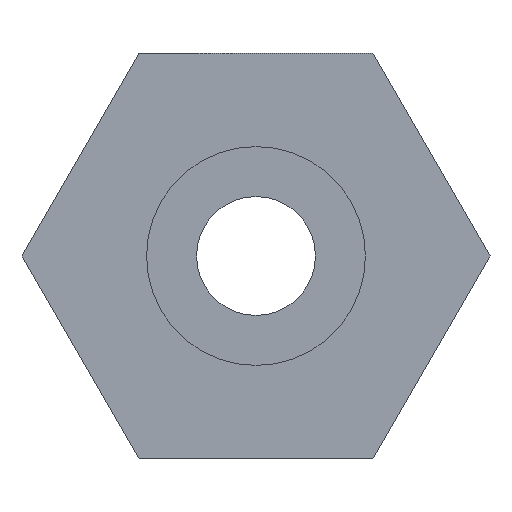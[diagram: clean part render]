
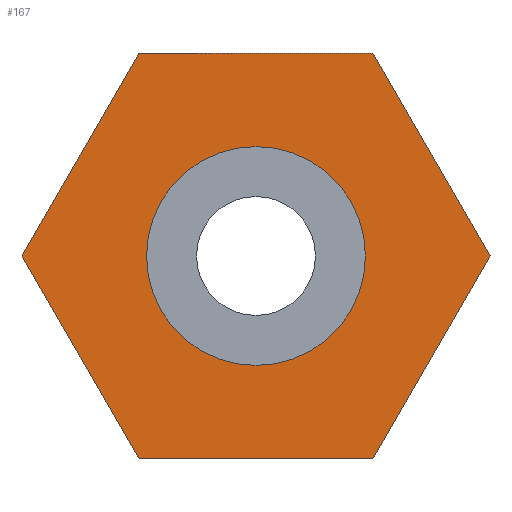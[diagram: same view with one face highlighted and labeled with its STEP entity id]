
A CAD part, front view. The second image highlights one B-rep face of the part: STEP entity #167.
In plain terms, the highlighted planar face has unit normal (0, -1, 0).
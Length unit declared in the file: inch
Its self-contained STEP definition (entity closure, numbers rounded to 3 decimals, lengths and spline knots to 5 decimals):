
#8 = CARTESIAN_POINT ( 'NONE',  ( 0.21651, -0.53, -0.375 ) ) ;
#28 = CARTESIAN_POINT ( 'NONE',  ( 0., -0.53, 0.2025 ) ) ;
#29 = AXIS2_PLACEMENT_3D ( 'NONE', #392, #477, #474 ) ;
#30 = DIRECTION ( 'NONE',  ( 0., 0., 1. ) ) ;
#33 = VERTEX_POINT ( 'NONE', #97 ) ;
#39 = EDGE_LOOP ( 'NONE', ( #226, #120 ) ) ;
#49 = CARTESIAN_POINT ( 'NONE',  ( 0., -0.53, 0. ) ) ;
#55 = CIRCLE ( 'NONE', #282, 0.2025 ) ;
#57 = FACE_BOUND ( 'NONE', #39, .T. ) ;
#59 = EDGE_CURVE ( 'NONE', #377, #147, #415, .T. ) ;
#66 = EDGE_CURVE ( 'NONE', #331, #389, #108, .T. ) ;
#97 = CARTESIAN_POINT ( 'NONE',  ( -0.43301, -0.53, 0. ) ) ;
#106 = DIRECTION ( 'NONE',  ( 0., -1., 0. ) ) ;
#108 = LINE ( 'NONE', #174, #265 ) ;
#112 = VERTEX_POINT ( 'NONE', #193 ) ;
#115 = ORIENTED_EDGE ( 'NONE', *, *, #151, .F. ) ;
#117 = EDGE_CURVE ( 'NONE', #459, #461, #407, .T. ) ;
#120 = ORIENTED_EDGE ( 'NONE', *, *, #117, .F. ) ;
#128 = DIRECTION ( 'NONE',  ( 0.5, 0., -0.866 ) ) ;
#132 = LINE ( 'NONE', #395, #427 ) ;
#147 = VERTEX_POINT ( 'NONE', #194 ) ;
#151 = EDGE_CURVE ( 'NONE', #112, #377, #272, .T. ) ;
#156 = EDGE_LOOP ( 'NONE', ( #384, #454, #115, #419, #472, #434 ) ) ;
#167 = ADVANCED_FACE ( 'NONE', ( #57, #203 ), #391, .F. ) ;
#172 = VECTOR ( 'NONE', #348, 39.37008 ) ;
#174 = CARTESIAN_POINT ( 'NONE',  ( 0.21651, -0.53, -0.375 ) ) ;
#193 = CARTESIAN_POINT ( 'NONE',  ( -0.21651, -0.53, 0.375 ) ) ;
#194 = CARTESIAN_POINT ( 'NONE',  ( 0.43301, -0.53, 0. ) ) ;
#196 = CARTESIAN_POINT ( 'NONE',  ( -0.21651, -0.53, 0.375 ) ) ;
#203 = FACE_OUTER_BOUND ( 'NONE', #156, .T. ) ;
#226 = ORIENTED_EDGE ( 'NONE', *, *, #498, .F. ) ;
#232 = DIRECTION ( 'NONE',  ( -1., 0., 0. ) ) ;
#233 = LINE ( 'NONE', #262, #432 ) ;
#239 = DIRECTION ( 'NONE',  ( 0., 0., 1. ) ) ;
#250 = CARTESIAN_POINT ( 'NONE',  ( -0.21651, -0.53, -0.375 ) ) ;
#262 = CARTESIAN_POINT ( 'NONE',  ( 0.43301, -0.53, 0. ) ) ;
#265 = VECTOR ( 'NONE', #232, 39.37008 ) ;
#272 = LINE ( 'NONE', #196, #172 ) ;
#282 = AXIS2_PLACEMENT_3D ( 'NONE', #450, #106, #30 ) ;
#295 = DIRECTION ( 'NONE',  ( -0.5, 0., -0.866 ) ) ;
#305 = EDGE_CURVE ( 'NONE', #33, #112, #132, .T. ) ;
#306 = LINE ( 'NONE', #370, #458 ) ;
#309 = VECTOR ( 'NONE', #128, 39.37008 ) ;
#331 = VERTEX_POINT ( 'NONE', #8 ) ;
#345 = AXIS2_PLACEMENT_3D ( 'NONE', #49, #428, #239 ) ;
#348 = DIRECTION ( 'NONE',  ( 1., 0., 0. ) ) ;
#357 = CARTESIAN_POINT ( 'NONE',  ( 0.21651, -0.53, 0.375 ) ) ;
#370 = CARTESIAN_POINT ( 'NONE',  ( -0.21651, -0.53, -0.375 ) ) ;
#372 = DIRECTION ( 'NONE',  ( -0.5, 0., 0.866 ) ) ;
#377 = VERTEX_POINT ( 'NONE', #483 ) ;
#384 = ORIENTED_EDGE ( 'NONE', *, *, #509, .F. ) ;
#389 = VERTEX_POINT ( 'NONE', #250 ) ;
#391 = PLANE ( 'NONE',  #29 ) ;
#392 = CARTESIAN_POINT ( 'NONE',  ( 0., -0.53, 0. ) ) ;
#395 = CARTESIAN_POINT ( 'NONE',  ( -0.43301, -0.53, 0. ) ) ;
#406 = DIRECTION ( 'NONE',  ( 0.5, 0., 0.866 ) ) ;
#407 = CIRCLE ( 'NONE', #345, 0.2025 ) ;
#415 = LINE ( 'NONE', #357, #309 ) ;
#419 = ORIENTED_EDGE ( 'NONE', *, *, #305, .F. ) ;
#427 = VECTOR ( 'NONE', #406, 39.37008 ) ;
#428 = DIRECTION ( 'NONE',  ( 0., -1., 0. ) ) ;
#432 = VECTOR ( 'NONE', #295, 39.37008 ) ;
#434 = ORIENTED_EDGE ( 'NONE', *, *, #66, .F. ) ;
#450 = CARTESIAN_POINT ( 'NONE',  ( 0., -0.53, 0. ) ) ;
#454 = ORIENTED_EDGE ( 'NONE', *, *, #59, .F. ) ;
#455 = CARTESIAN_POINT ( 'NONE',  ( 0., -0.53, -0.2025 ) ) ;
#458 = VECTOR ( 'NONE', #372, 39.37008 ) ;
#459 = VERTEX_POINT ( 'NONE', #455 ) ;
#461 = VERTEX_POINT ( 'NONE', #28 ) ;
#462 = EDGE_CURVE ( 'NONE', #389, #33, #306, .T. ) ;
#472 = ORIENTED_EDGE ( 'NONE', *, *, #462, .F. ) ;
#474 = DIRECTION ( 'NONE',  ( 0., 0., 1. ) ) ;
#477 = DIRECTION ( 'NONE',  ( 0., 1., 0. ) ) ;
#483 = CARTESIAN_POINT ( 'NONE',  ( 0.21651, -0.53, 0.375 ) ) ;
#498 = EDGE_CURVE ( 'NONE', #461, #459, #55, .T. ) ;
#509 = EDGE_CURVE ( 'NONE', #147, #331, #233, .T. ) ;
